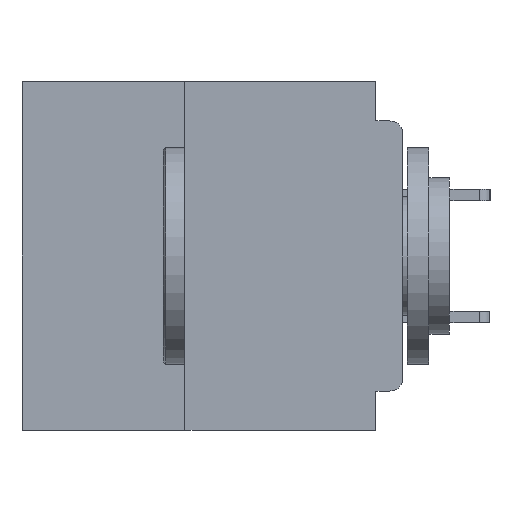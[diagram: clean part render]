
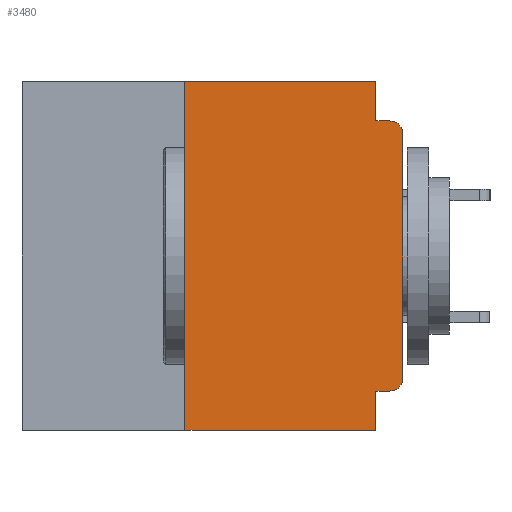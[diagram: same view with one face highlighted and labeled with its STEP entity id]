
A CAD part, left-side view. The second image highlights one B-rep face of the part: STEP entity #3480.
In plain terms, the highlighted planar face has unit normal (-1, 0, 0).
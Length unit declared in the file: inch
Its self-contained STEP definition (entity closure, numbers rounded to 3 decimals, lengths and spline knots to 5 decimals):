
#75 = ORIENTED_EDGE ( 'NONE', *, *, #5151, .T. ) ;
#1028 = CARTESIAN_POINT ( 'NONE',  ( 0., 0.015, -0.355 ) ) ;
#1029 = EDGE_CURVE ( 'NONE', #11093, #29251, #31366, .T. ) ;
#1289 = ORIENTED_EDGE ( 'NONE', *, *, #37373, .T. ) ;
#2062 = CIRCLE ( 'NONE', #3897, 0.015 ) ;
#2070 = CARTESIAN_POINT ( 'NONE',  ( 0., 0., -0.34 ) ) ;
#2796 = VERTEX_POINT ( 'NONE', #19979 ) ;
#2854 = CARTESIAN_POINT ( 'NONE',  ( 0., 0.031, -0.355 ) ) ;
#2934 = EDGE_CURVE ( 'NONE', #36767, #2796, #16922, .T. ) ;
#2992 = ORIENTED_EDGE ( 'NONE', *, *, #9068, .F. ) ;
#3196 = VERTEX_POINT ( 'NONE', #1028 ) ;
#3480 = ADVANCED_FACE ( 'NONE', ( #22969 ), #20796, .F. ) ;
#3897 = AXIS2_PLACEMENT_3D ( 'NONE', #21344, #21223, #21055 ) ;
#4322 = ORIENTED_EDGE ( 'NONE', *, *, #32820, .T. ) ;
#4796 = DIRECTION ( 'NONE',  ( 0., 0., -1. ) ) ;
#5151 = EDGE_CURVE ( 'NONE', #21283, #8058, #2062, .T. ) ;
#5477 = VERTEX_POINT ( 'NONE', #7579 ) ;
#5614 = VERTEX_POINT ( 'NONE', #2070 ) ;
#7009 = VECTOR ( 'NONE', #4796, 39.37008 ) ;
#7027 = DIRECTION ( 'NONE',  ( 0., 1., 0. ) ) ;
#7092 = CARTESIAN_POINT ( 'NONE',  ( 0., 0., -0.06 ) ) ;
#7210 = CARTESIAN_POINT ( 'NONE',  ( 0., 0., -0.355 ) ) ;
#7369 = DIRECTION ( 'NONE',  ( 0., 0., 1. ) ) ;
#7579 = CARTESIAN_POINT ( 'NONE',  ( 0., 0.031, -0.4 ) ) ;
#8058 = VERTEX_POINT ( 'NONE', #30221 ) ;
#8125 = LINE ( 'NONE', #14775, #31708 ) ;
#8127 = DIRECTION ( 'NONE',  ( 0., -1., 0. ) ) ;
#9068 = EDGE_CURVE ( 'NONE', #3196, #26405, #11840, .T. ) ;
#11093 = VERTEX_POINT ( 'NONE', #29313 ) ;
#11247 = CARTESIAN_POINT ( 'NONE',  ( 0., 0.25, -0.4 ) ) ;
#11840 = LINE ( 'NONE', #7210, #26704 ) ;
#12429 = DIRECTION ( 'NONE',  ( -1., 0., 0. ) ) ;
#12848 = DIRECTION ( 'NONE',  ( 0., 0., 1. ) ) ;
#13343 = DIRECTION ( 'NONE',  ( 0., 0., -1. ) ) ;
#14122 = AXIS2_PLACEMENT_3D ( 'NONE', #27083, #18648, #13343 ) ;
#14749 = CARTESIAN_POINT ( 'NONE',  ( 0., 0.031, 0. ) ) ;
#14775 = CARTESIAN_POINT ( 'NONE',  ( 0., 0.437, 0. ) ) ;
#14806 = LINE ( 'NONE', #25459, #7009 ) ;
#15095 = ORIENTED_EDGE ( 'NONE', *, *, #18977, .F. ) ;
#15243 = VECTOR ( 'NONE', #12848, 39.37008 ) ;
#15543 = DIRECTION ( 'NONE',  ( 0., 0., -1. ) ) ;
#16922 = LINE ( 'NONE', #14749, #31731 ) ;
#17782 = DIRECTION ( 'NONE',  ( 0., -1., 0. ) ) ;
#17799 = LINE ( 'NONE', #31789, #25726 ) ;
#18648 = DIRECTION ( 'NONE',  ( 1., 0., 0. ) ) ;
#18813 = CARTESIAN_POINT ( 'NONE',  ( 0., 0., 0. ) ) ;
#18977 = EDGE_CURVE ( 'NONE', #2796, #8058, #17799, .T. ) ;
#19864 = DIRECTION ( 'NONE',  ( 0., -1., 0. ) ) ;
#19979 = CARTESIAN_POINT ( 'NONE',  ( 0., 0.031, -0.045 ) ) ;
#20614 = CARTESIAN_POINT ( 'NONE',  ( 0., 0.25, 0. ) ) ;
#20796 = PLANE ( 'NONE',  #14122 ) ;
#21055 = DIRECTION ( 'NONE',  ( 0., 0., -1. ) ) ;
#21223 = DIRECTION ( 'NONE',  ( -1., 0., 0. ) ) ;
#21283 = VERTEX_POINT ( 'NONE', #7092 ) ;
#21344 = CARTESIAN_POINT ( 'NONE',  ( 0., 0.015, -0.06 ) ) ;
#21802 = EDGE_LOOP ( 'NONE', ( #4322, #75, #15095, #22103, #33764, #33329, #24220, #22569, #2992, #1289 ) ) ;
#22103 = ORIENTED_EDGE ( 'NONE', *, *, #2934, .F. ) ;
#22569 = ORIENTED_EDGE ( 'NONE', *, *, #33254, .F. ) ;
#22969 = FACE_OUTER_BOUND ( 'NONE', #21802, .T. ) ;
#23673 = CARTESIAN_POINT ( 'NONE',  ( 0., 0.031, 0. ) ) ;
#24220 = ORIENTED_EDGE ( 'NONE', *, *, #37096, .T. ) ;
#24315 = CIRCLE ( 'NONE', #25224, 0.015 ) ;
#25072 = LINE ( 'NONE', #18813, #15243 ) ;
#25224 = AXIS2_PLACEMENT_3D ( 'NONE', #30192, #12429, #33120 ) ;
#25459 = CARTESIAN_POINT ( 'NONE',  ( 0., 0.031, -0.4 ) ) ;
#25726 = VECTOR ( 'NONE', #8127, 39.37008 ) ;
#26405 = VERTEX_POINT ( 'NONE', #2854 ) ;
#26704 = VECTOR ( 'NONE', #7027, 39.37008 ) ;
#27083 = CARTESIAN_POINT ( 'NONE',  ( 0., 0.437, 0. ) ) ;
#29251 = VERTEX_POINT ( 'NONE', #20614 ) ;
#29313 = CARTESIAN_POINT ( 'NONE',  ( 0., 0.25, -0.4 ) ) ;
#30192 = CARTESIAN_POINT ( 'NONE',  ( 0., 0.015, -0.34 ) ) ;
#30221 = CARTESIAN_POINT ( 'NONE',  ( 0., 0.015, -0.045 ) ) ;
#30465 = VECTOR ( 'NONE', #7369, 39.37008 ) ;
#31366 = LINE ( 'NONE', #11247, #30465 ) ;
#31708 = VECTOR ( 'NONE', #17782, 39.37008 ) ;
#31731 = VECTOR ( 'NONE', #15543, 39.37008 ) ;
#31789 = CARTESIAN_POINT ( 'NONE',  ( 0., 0., -0.045 ) ) ;
#32820 = EDGE_CURVE ( 'NONE', #5614, #21283, #25072, .T. ) ;
#33120 = DIRECTION ( 'NONE',  ( 0., 0., -1. ) ) ;
#33254 = EDGE_CURVE ( 'NONE', #26405, #5477, #14806, .T. ) ;
#33329 = ORIENTED_EDGE ( 'NONE', *, *, #1029, .F. ) ;
#33764 = ORIENTED_EDGE ( 'NONE', *, *, #36776, .F. ) ;
#34389 = LINE ( 'NONE', #34516, #36198 ) ;
#34516 = CARTESIAN_POINT ( 'NONE',  ( 0., 0.437, -0.4 ) ) ;
#36198 = VECTOR ( 'NONE', #19864, 39.37008 ) ;
#36767 = VERTEX_POINT ( 'NONE', #23673 ) ;
#36776 = EDGE_CURVE ( 'NONE', #29251, #36767, #8125, .T. ) ;
#37096 = EDGE_CURVE ( 'NONE', #11093, #5477, #34389, .T. ) ;
#37373 = EDGE_CURVE ( 'NONE', #3196, #5614, #24315, .T. ) ;
